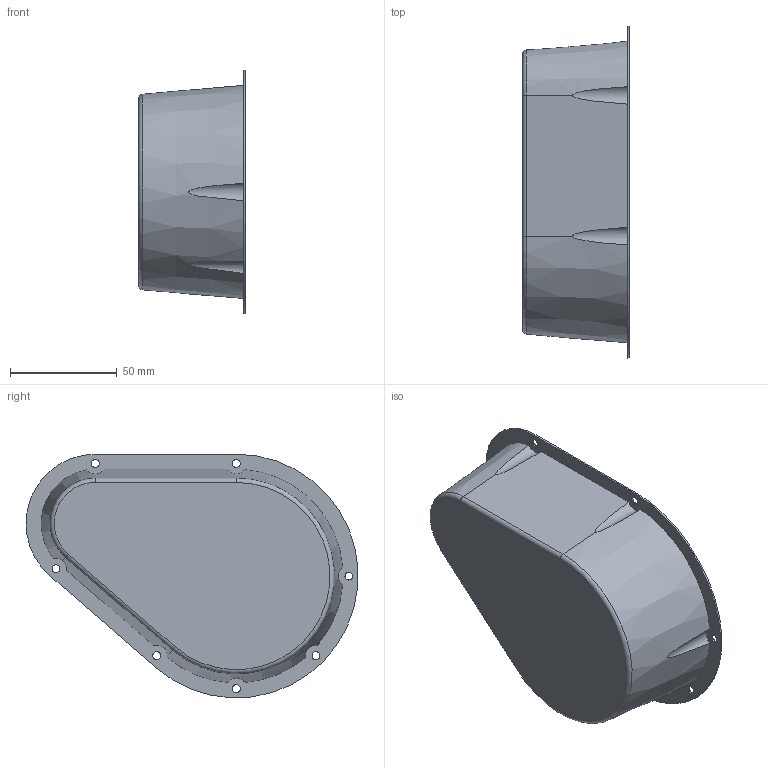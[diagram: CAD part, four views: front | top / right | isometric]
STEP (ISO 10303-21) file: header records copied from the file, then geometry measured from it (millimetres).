
FILE_DESCRIPTION(/* description */ (''),/* implementation_level */ '2;1');
FILE_NAME(/* name */ 'cover',/* time_stamp */ '1999-06-17T17:14:01-04:00',/* author */ ('PC User'),/* organization */ ('3D/EYE, Inc.'),/* preprocessor_version */ 'ST-DEVELOPER 1.6',/* originating_system */ 'IronCAD2.0',/* authorisation */ '');
FILE_SCHEMA (('CONFIG_CONTROL_DESIGN'));
Length unit declared in the file: millimetre
Products named in the file (1): 1
Bounding box: 50 x 155.28 x 113.95 mm (x, y, z)
Volume: 29361.6 mm3; surface area: 60391.8 mm2
Topology: 1 solids, 1 shells, 45 faces, 125 edges, 84 vertices
Faces by surface type: cylinder 27, plane 10, cone 4, torus 4
Full cylindrical faces by diameter (mm): 3.706 x7
Entity records: 1759 total; most frequent: CARTESIAN_POINT 436, ORIENTED_EDGE 236, DIRECTION 230, EDGE_CURVE 118, INTERSECTION_CURVE 118, AXIS2_PLACEMENT_3D 108, VERTEX_POINT 84, FACE_BOUND 68
